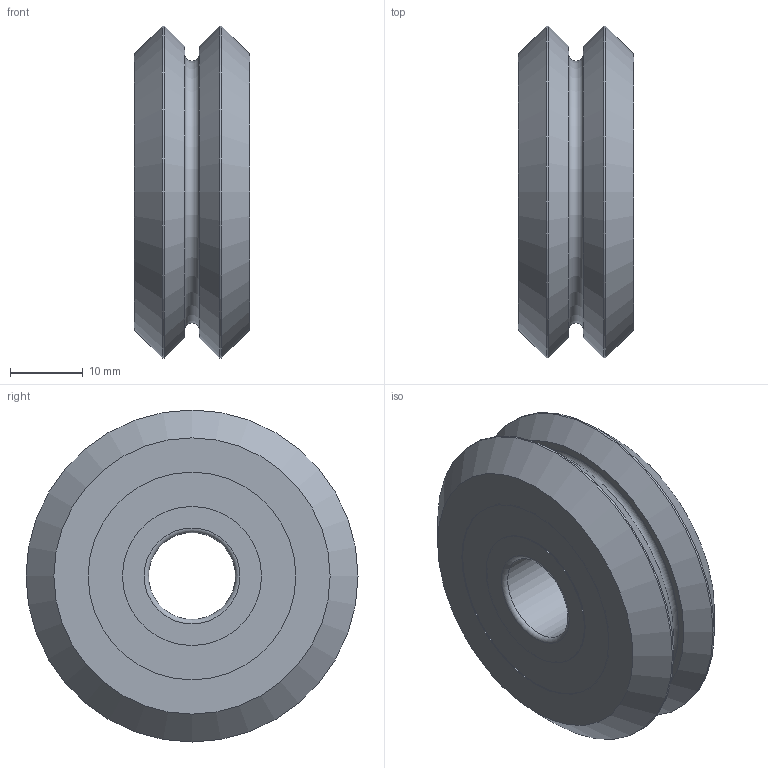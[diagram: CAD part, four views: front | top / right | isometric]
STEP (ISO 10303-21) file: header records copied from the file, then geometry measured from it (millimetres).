
FILE_DESCRIPTION(/* description */ ('Original DualVee Wheels-Original DualVee Wheels'),/* implementation_level */ '2;1');
FILE_NAME(/* name */ 'W3SSX.stp',/* time_stamp */ '2019-11-28T09:59:34-08:00',/* author */ ('Phillips Lenovo'),/* organization */ ('Autodesk Inc.'),/* preprocessor_version */ 'ST-DEVELOPER v18',/* originating_system */ 'Autodesk Inventor 2020',/* authorisation */ '');
FILE_SCHEMA (('AUTOMOTIVE_DESIGN { 1 0 10303 214 3 1 1 }'));
Length unit declared in the file: inch
Products named in the file (1): W3SSX
Bounding box: 15.88 x 45.8 x 45.8 mm (x, y, z)
Volume: 19850.5 mm3; surface area: 5985.5 mm2
Topology: 1 solids, 1 shells, 30 faces, 80 edges, 62 vertices
Faces by surface type: plane 12, cylinder 11, cone 4, torus 3
Full cylindrical faces by diameter (mm): 11.999 x1, 18.923 x2, 19.177 x2, 28.638 x2, 28.892 x2, 45.796 x2
Entity records: 1084 total; most frequent: DIRECTION 207, CARTESIAN_POINT 173, ORIENTED_EDGE 160, AXIS2_PLACEMENT_3D 96, EDGE_CURVE 80, CIRCLE 65, VERTEX_POINT 62, EDGE_LOOP 42
